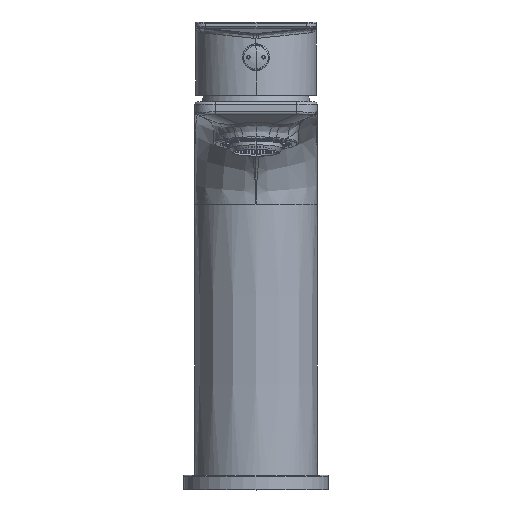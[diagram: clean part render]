
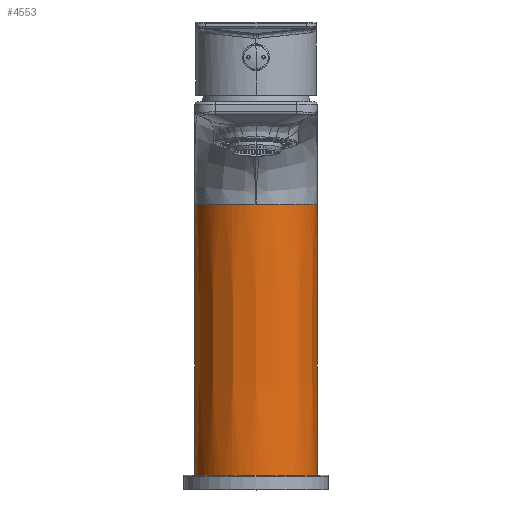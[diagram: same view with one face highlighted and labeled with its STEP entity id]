
A CAD part, top view. The second image highlights one B-rep face of the part: STEP entity #4553.
In plain terms, the highlighted free-form (B-spline) face has degree [3, 3] with [13, 4] control points.
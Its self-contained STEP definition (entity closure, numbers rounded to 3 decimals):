
#1=CARTESIAN_POINT('',(-21.,93.,3.248));
#2=CARTESIAN_POINT('',(-21.,93.,5.997));
#3=CARTESIAN_POINT('',(-19.906,93.,11.493));
#4=CARTESIAN_POINT('',(-15.236,93.,18.484));
#5=CARTESIAN_POINT('',(-8.245,93.,23.154));
#6=CARTESIAN_POINT('',(-2.749,93.,24.248));
#7=CARTESIAN_POINT('',(0.,93.,24.248));
#9=CARTESIAN_POINT('',(21.,93.,3.248));
#10=CARTESIAN_POINT('',(21.,93.,5.997));
#11=CARTESIAN_POINT('',(19.906,93.,11.493));
#12=CARTESIAN_POINT('',(15.236,93.,18.484));
#13=CARTESIAN_POINT('',(8.245,93.,23.154));
#14=CARTESIAN_POINT('',(2.749,93.,24.248));
#15=CARTESIAN_POINT('',(0.,93.,24.248));
#17=DIRECTION('',(0.,0.999,0.035));
#18=VECTOR('',#17,93.057);
#19=CARTESIAN_POINT('',(21.,0.,0.));
#20=LINE('',#19,#18);
#21=CARTESIAN_POINT('',(-21.,0.,0.));
#22=CARTESIAN_POINT('',(-21.,0.,2.749));
#23=CARTESIAN_POINT('',(-19.907,0.,8.245));
#24=CARTESIAN_POINT('',(-15.236,0.,15.236));
#25=CARTESIAN_POINT('',(-8.246,0.,19.907));
#26=CARTESIAN_POINT('',(0.,0.,21.547));
#27=CARTESIAN_POINT('',(8.246,0.,19.907));
#28=CARTESIAN_POINT('',(15.236,0.,15.236));
#29=CARTESIAN_POINT('',(19.907,0.,8.245));
#30=CARTESIAN_POINT('',(21.,0.,2.749));
#31=CARTESIAN_POINT('',(21.,0.,0.));
#76=CARTESIAN_POINT('',(0.,93.,24.248));
#167=DIRECTION('',(0.,0.999,0.035));
#168=VECTOR('',#167,93.057);
#169=CARTESIAN_POINT('',(-21.,0.,0.));
#170=LINE('',#169,#168);
#4046=VERTEX_POINT('',#21);
#4047=VERTEX_POINT('',#31);
#4048=CARTESIAN_POINT('',(-21.,93.,3.248));
#4049=VERTEX_POINT('',#4048);
#4050=CARTESIAN_POINT('',(21.,93.,3.248));
#4051=VERTEX_POINT('',#4050);
#4053=VERTEX_POINT('',#76);
#4488=CARTESIAN_POINT('',(-20.958,-1.86,-1.383));
#4489=CARTESIAN_POINT('',(-20.958,30.38,-0.258));
#4490=CARTESIAN_POINT('',(-20.958,62.62,0.868));
#4491=CARTESIAN_POINT('',(-20.958,94.86,1.994));
#4492=CARTESIAN_POINT('',(-20.986,-1.86,-0.944));
#4493=CARTESIAN_POINT('',(-20.986,30.38,0.181));
#4494=CARTESIAN_POINT('',(-20.986,62.62,1.307));
#4495=CARTESIAN_POINT('',(-20.986,94.86,2.433));
#4496=CARTESIAN_POINT('',(-21.087,-1.86,2.244));
#4497=CARTESIAN_POINT('',(-21.087,30.38,3.37));
#4498=CARTESIAN_POINT('',(-21.087,62.62,4.496));
#4499=CARTESIAN_POINT('',(-21.087,94.86,5.622));
#4500=CARTESIAN_POINT('',(-19.907,-1.86,8.18));
#4501=CARTESIAN_POINT('',(-19.907,30.38,9.306));
#4502=CARTESIAN_POINT('',(-19.907,62.62,10.432));
#4503=CARTESIAN_POINT('',(-19.907,94.86,11.558));
#4504=CARTESIAN_POINT('',(-15.236,-1.86,15.171));
#4505=CARTESIAN_POINT('',(-15.236,30.38,16.297));
#4506=CARTESIAN_POINT('',(-15.236,62.62,17.423));
#4507=CARTESIAN_POINT('',(-15.236,94.86,18.548));
#4508=CARTESIAN_POINT('',(-8.246,-1.86,19.842));
#4509=CARTESIAN_POINT('',(-8.246,30.38,20.967));
#4510=CARTESIAN_POINT('',(-8.246,62.62,22.093));
#4511=CARTESIAN_POINT('',(-8.246,94.86,23.219));
#4512=CARTESIAN_POINT('',(0.,-1.86,21.482));
#4513=CARTESIAN_POINT('',(0.,30.38,22.608));
#4514=CARTESIAN_POINT('',(0.,62.62,23.733));
#4515=CARTESIAN_POINT('',(0.,94.86,24.859));
#4516=CARTESIAN_POINT('',(8.246,-1.86,19.842));
#4517=CARTESIAN_POINT('',(8.246,30.38,20.967));
#4518=CARTESIAN_POINT('',(8.246,62.62,22.093));
#4519=CARTESIAN_POINT('',(8.246,94.86,23.219));
#4520=CARTESIAN_POINT('',(15.236,-1.86,15.171));
#4521=CARTESIAN_POINT('',(15.236,30.38,16.297));
#4522=CARTESIAN_POINT('',(15.236,62.62,17.423));
#4523=CARTESIAN_POINT('',(15.236,94.86,18.548));
#4524=CARTESIAN_POINT('',(19.907,-1.86,8.18));
#4525=CARTESIAN_POINT('',(19.907,30.38,9.306));
#4526=CARTESIAN_POINT('',(19.907,62.62,10.432));
#4527=CARTESIAN_POINT('',(19.907,94.86,11.558));
#4528=CARTESIAN_POINT('',(21.087,-1.86,2.244));
#4529=CARTESIAN_POINT('',(21.087,30.38,3.37));
#4530=CARTESIAN_POINT('',(21.087,62.62,4.496));
#4531=CARTESIAN_POINT('',(21.087,94.86,5.622));
#4532=CARTESIAN_POINT('',(20.986,-1.86,-0.944));
#4533=CARTESIAN_POINT('',(20.986,30.38,0.181));
#4534=CARTESIAN_POINT('',(20.986,62.62,1.307));
#4535=CARTESIAN_POINT('',(20.986,94.86,2.433));
#4536=CARTESIAN_POINT('',(20.958,-1.86,-1.383));
#4537=CARTESIAN_POINT('',(20.958,30.38,-0.258));
#4538=CARTESIAN_POINT('',(20.958,62.62,0.868));
#4539=CARTESIAN_POINT('',(20.958,94.86,1.994));
#4540=B_SPLINE_SURFACE_WITH_KNOTS('',3,3,((#4488,#4489,#4490,#4491),(#4492,
#4493,#4494,#4495),(#4496,#4497,#4498,#4499),(#4500,#4501,#4502,#4503),(#4504,
#4505,#4506,#4507),(#4508,#4509,#4510,#4511),(#4512,#4513,#4514,#4515),(#4516,
#4517,#4518,#4519),(#4520,#4521,#4522,#4523),(#4524,#4525,#4526,#4527),(#4528,
#4529,#4530,#4531),(#4532,#4533,#4534,#4535),(#4536,#4537,#4538,#4539)),
.UNSPECIFIED.,.F.,.F.,.F.,(4,1,1,1,1,1,1,1,1,1,4),(4,4),(-0.02,
0.,0.125,0.25,0.375,0.5,0.625,0.75,0.875,1.,1.02),
(-0.015,0.741),.UNSPECIFIED.);
#4542=ORIENTED_EDGE('',*,*,#4541,.T.);
#4544=ORIENTED_EDGE('',*,*,#4543,.F.);
#4546=ORIENTED_EDGE('',*,*,#4545,.F.);
#4548=ORIENTED_EDGE('',*,*,#4547,.F.);
#4550=ORIENTED_EDGE('',*,*,#4549,.T.);
#4551=EDGE_LOOP('',(#4542,#4544,#4546,#4548,#4550));
#4552=FACE_OUTER_BOUND('',#4551,.F.);
#4553=ADVANCED_FACE('',(#4552),#4540,.T.);
#8=B_SPLINE_CURVE_WITH_KNOTS('',3,(#1,#2,#3,#4,#5,#6,#7),.UNSPECIFIED.,.F.,.F.,(
4,1,1,1,4),(0.,0.25,0.5,0.75,1.),
.UNSPECIFIED.);
#16=B_SPLINE_CURVE_WITH_KNOTS('',3,(#9,#10,#11,#12,#13,#14,#15),.UNSPECIFIED.,
.F.,.F.,(4,1,1,1,4),(0.,0.25,0.5,0.75,
1.),.UNSPECIFIED.);
#32=B_SPLINE_CURVE_WITH_KNOTS('',3,(#21,#22,#23,#24,#25,#26,#27,#28,#29,#30,
#31),.UNSPECIFIED.,.F.,.F.,(4,1,1,1,1,1,1,1,4),(0.,0.125,0.25,0.375,
0.5,0.625,0.75,0.875,1.),.UNSPECIFIED.);
#4541=EDGE_CURVE('',#4049,#4053,#8,.T.);
#4543=EDGE_CURVE('',#4051,#4053,#16,.T.);
#4545=EDGE_CURVE('',#4047,#4051,#20,.T.);
#4547=EDGE_CURVE('',#4046,#4047,#32,.T.);
#4549=EDGE_CURVE('',#4046,#4049,#170,.T.);
